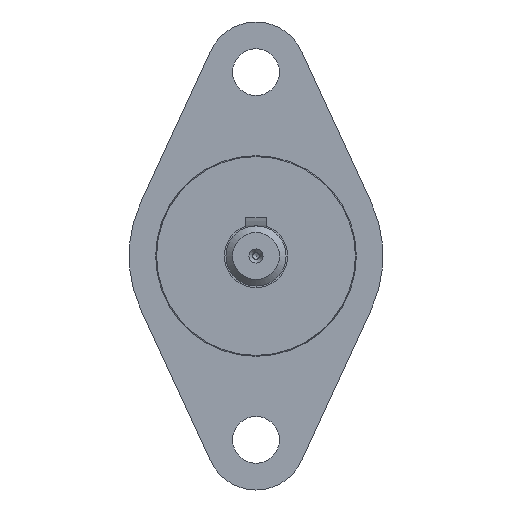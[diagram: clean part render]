
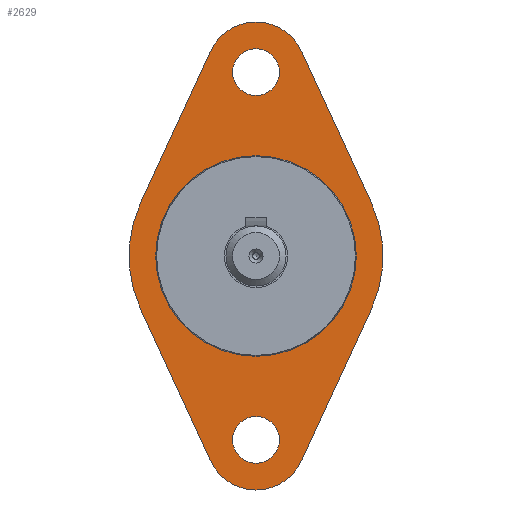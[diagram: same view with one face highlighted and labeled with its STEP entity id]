
A CAD part, left-side view. The second image highlights one B-rep face of the part: STEP entity #2629.
In plain terms, the highlighted planar face has unit normal (-1, 0, 0).
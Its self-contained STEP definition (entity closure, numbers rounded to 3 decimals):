
#67=LINE('',#3854,#293);
#71=LINE('',#3866,#297);
#75=LINE('',#3878,#301);
#79=LINE('',#3888,#305);
#293=VECTOR('',#3100,10.);
#297=VECTOR('',#3112,10.);
#301=VECTOR('',#3124,10.);
#305=VECTOR('',#3136,10.);
#685=FACE_BOUND('',#883,.T.);
#686=FACE_BOUND('',#884,.T.);
#687=FACE_BOUND('',#885,.T.);
#733=FACE_OUTER_BOUND('',#882,.T.);
#882=EDGE_LOOP('',(#1856,#1857,#1858,#1859,#1860,#1861,#1862,#1863));
#883=EDGE_LOOP('',(#1864));
#884=EDGE_LOOP('',(#1865));
#885=EDGE_LOOP('',(#1866,#1867));
#1045=CIRCLE('',#2795,3.5);
#1047=CIRCLE('',#2798,3.5);
#1049=CIRCLE('',#2801,7.5);
#1051=CIRCLE('',#2805,19.);
#1053=CIRCLE('',#2809,7.5);
#1055=CIRCLE('',#2813,19.);
#1066=CIRCLE('',#2830,15.);
#1067=CIRCLE('',#2831,15.);
#1172=VERTEX_POINT('',#3832);
#1174=VERTEX_POINT('',#3838);
#1177=VERTEX_POINT('',#3845);
#1178=VERTEX_POINT('',#3847);
#1180=VERTEX_POINT('',#3853);
#1182=VERTEX_POINT('',#3859);
#1184=VERTEX_POINT('',#3865);
#1186=VERTEX_POINT('',#3871);
#1188=VERTEX_POINT('',#3877);
#1190=VERTEX_POINT('',#3883);
#1201=VERTEX_POINT('',#3916);
#1202=VERTEX_POINT('',#3917);
#1422=EDGE_CURVE('',#1172,#1172,#1045,.T.);
#1425=EDGE_CURVE('',#1174,#1174,#1047,.T.);
#1428=EDGE_CURVE('',#1178,#1177,#1049,.T.);
#1431=EDGE_CURVE('',#1180,#1178,#67,.T.);
#1434=EDGE_CURVE('',#1182,#1180,#1051,.T.);
#1437=EDGE_CURVE('',#1184,#1182,#71,.T.);
#1440=EDGE_CURVE('',#1186,#1184,#1053,.T.);
#1443=EDGE_CURVE('',#1188,#1186,#75,.T.);
#1446=EDGE_CURVE('',#1190,#1188,#1055,.T.);
#1449=EDGE_CURVE('',#1177,#1190,#79,.T.);
#1462=EDGE_CURVE('',#1201,#1202,#1066,.T.);
#1463=EDGE_CURVE('',#1202,#1201,#1067,.T.);
#1856=ORIENTED_EDGE('',*,*,#1440,.T.);
#1857=ORIENTED_EDGE('',*,*,#1437,.T.);
#1858=ORIENTED_EDGE('',*,*,#1434,.T.);
#1859=ORIENTED_EDGE('',*,*,#1431,.T.);
#1860=ORIENTED_EDGE('',*,*,#1428,.T.);
#1861=ORIENTED_EDGE('',*,*,#1449,.T.);
#1862=ORIENTED_EDGE('',*,*,#1446,.T.);
#1863=ORIENTED_EDGE('',*,*,#1443,.T.);
#1864=ORIENTED_EDGE('',*,*,#1422,.T.);
#1865=ORIENTED_EDGE('',*,*,#1425,.T.);
#1866=ORIENTED_EDGE('',*,*,#1462,.T.);
#1867=ORIENTED_EDGE('',*,*,#1463,.T.);
#2528=PLANE('',#2832);
#2629=ADVANCED_FACE('',(#733,#685,#686,#687),#2528,.T.);
#2795=AXIS2_PLACEMENT_3D('',#3834,#3080,#3081);
#2798=AXIS2_PLACEMENT_3D('',#3840,#3087,#3088);
#2801=AXIS2_PLACEMENT_3D('',#3848,#3094,#3095);
#2805=AXIS2_PLACEMENT_3D('',#3860,#3106,#3107);
#2809=AXIS2_PLACEMENT_3D('',#3872,#3118,#3119);
#2813=AXIS2_PLACEMENT_3D('',#3884,#3130,#3131);
#2830=AXIS2_PLACEMENT_3D('',#3918,#3169,#3170);
#2831=AXIS2_PLACEMENT_3D('',#3919,#3171,#3172);
#2832=AXIS2_PLACEMENT_3D('',#3921,#3174,#3175);
#3080=DIRECTION('center_axis',(1.,0.,0.));
#3081=DIRECTION('ref_axis',(0.,-1.,0.));
#3087=DIRECTION('center_axis',(1.,0.,0.));
#3088=DIRECTION('ref_axis',(0.,-1.,0.));
#3094=DIRECTION('center_axis',(-1.,0.,0.));
#3095=DIRECTION('ref_axis',(0.,-0.908,-0.418));
#3100=DIRECTION('',(0.,-0.418,-0.908));
#3106=DIRECTION('center_axis',(-1.,0.,0.));
#3107=DIRECTION('ref_axis',(0.,0.908,-0.418));
#3112=DIRECTION('',(0.,0.418,-0.908));
#3118=DIRECTION('center_axis',(-1.,0.,0.));
#3119=DIRECTION('ref_axis',(0.,0.908,0.418));
#3124=DIRECTION('',(0.,0.418,0.908));
#3130=DIRECTION('center_axis',(-1.,0.,0.));
#3131=DIRECTION('ref_axis',(0.,-0.908,0.418));
#3136=DIRECTION('',(0.,-0.418,0.908));
#3169=DIRECTION('center_axis',(1.,0.,0.));
#3170=DIRECTION('ref_axis',(0.,0.,
1.));
#3171=DIRECTION('center_axis',(1.,0.,0.));
#3172=DIRECTION('ref_axis',(0.,0.,
1.));
#3174=DIRECTION('center_axis',(-1.,0.,0.));
#3175=DIRECTION('ref_axis',(0.,-1.,0.));
#3832=CARTESIAN_POINT('',(-92.9,3.5,-27.5));
#3834=CARTESIAN_POINT('Origin',(-92.9,0.,
-27.5));
#3838=CARTESIAN_POINT('',(-92.9,3.5,27.5));
#3840=CARTESIAN_POINT('Origin',(-92.9,0.,
27.5));
#3845=CARTESIAN_POINT('',(-92.9,-6.813,-30.636));
#3847=CARTESIAN_POINT('',(-92.9,6.813,-30.636));
#3848=CARTESIAN_POINT('Origin',(-92.9,0.,
-27.5));
#3853=CARTESIAN_POINT('',(-92.9,17.259,-7.945));
#3854=CARTESIAN_POINT('',(-92.9,16.784,-8.977));
#3859=CARTESIAN_POINT('',(-92.9,17.259,7.945));
#3860=CARTESIAN_POINT('Origin',(-92.9,0.,
0.));
#3865=CARTESIAN_POINT('',(-92.9,6.813,30.636));
#3866=CARTESIAN_POINT('',(-92.9,12.511,18.26));
#3871=CARTESIAN_POINT('',(-92.9,-6.813,30.636));
#3872=CARTESIAN_POINT('Origin',(-92.9,0.,
27.5));
#3877=CARTESIAN_POINT('',(-92.9,-17.259,7.945));
#3878=CARTESIAN_POINT('',(-92.9,-7.288,29.605));
#3883=CARTESIAN_POINT('',(-92.9,-17.259,-7.945));
#3884=CARTESIAN_POINT('Origin',(-92.9,0.,
0.));
#3888=CARTESIAN_POINT('',(-92.9,-22.007,2.369));
#3916=CARTESIAN_POINT('',(-92.9,0.,15.));
#3917=CARTESIAN_POINT('',(-92.9,0.,-15.));
#3918=CARTESIAN_POINT('Origin',(-92.9,0.,
0.));
#3919=CARTESIAN_POINT('Origin',(-92.9,0.,
0.));
#3921=CARTESIAN_POINT('Origin',(-92.9,0.,
25.));
